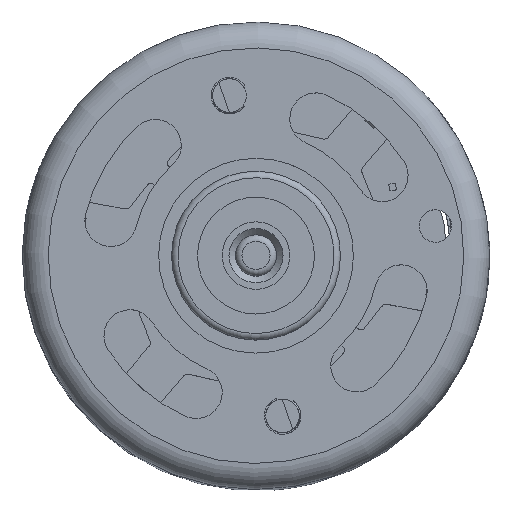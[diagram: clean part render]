
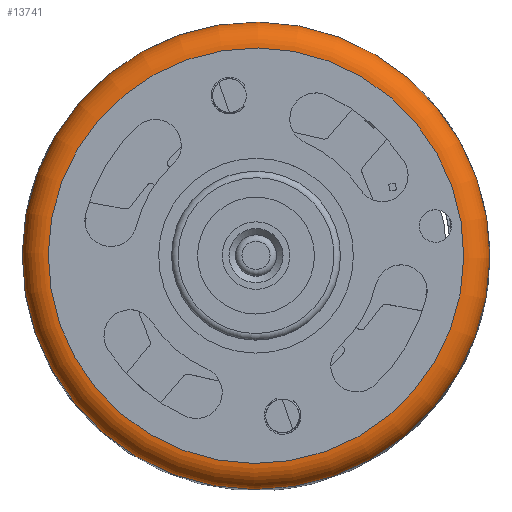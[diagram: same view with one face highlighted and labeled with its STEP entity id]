
A CAD part, top view. The second image highlights one B-rep face of the part: STEP entity #13741.
In plain terms, the highlighted toroidal (fillet/blend) face has major radius 16 mm and minor radius 2 mm.
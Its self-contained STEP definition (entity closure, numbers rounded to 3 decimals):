
#113=TOROIDAL_SURFACE('',#14958,16.,2.);
#3398=CIRCLE('',#14959,18.);
#3399=CIRCLE('',#14960,16.);
#4521=ORIENTED_EDGE('',*,*,#8244,.T.);
#4522=ORIENTED_EDGE('',*,*,#8245,.F.);
#8244=EDGE_CURVE('',#10166,#10166,#3398,.T.);
#8245=EDGE_CURVE('',#10167,#10167,#3399,.T.);
#10166=VERTEX_POINT('',#21199);
#10167=VERTEX_POINT('',#21201);
#11577=EDGE_LOOP('',(#4521));
#11578=EDGE_LOOP('',(#4522));
#12543=FACE_BOUND('',#11577,.T.);
#12544=FACE_BOUND('',#11578,.T.);
#13741=ADVANCED_FACE('',(#12543,#12544),#113,.T.);
#14958=AXIS2_PLACEMENT_3D('',#21197,#16760,#16761);
#14959=AXIS2_PLACEMENT_3D('',#21198,#16762,#16763);
#14960=AXIS2_PLACEMENT_3D('',#21200,#16764,#16765);
#16760=DIRECTION('',(0.,0.,1.));
#16761=DIRECTION('',(-0.987,-0.163,0.));
#16762=DIRECTION('',(0.,0.,1.));
#16763=DIRECTION('',(-0.987,-0.163,0.));
#16764=DIRECTION('',(0.,0.,1.));
#16765=DIRECTION('',(-0.987,-0.163,0.));
#21197=CARTESIAN_POINT('',(-51.949,7.445,17.979));
#21198=CARTESIAN_POINT('',(-51.949,7.445,17.979));
#21199=CARTESIAN_POINT('',(-69.708,4.505,17.979));
#21200=CARTESIAN_POINT('',(-51.949,7.445,19.979));
#21201=CARTESIAN_POINT('',(-67.735,4.832,19.979));
